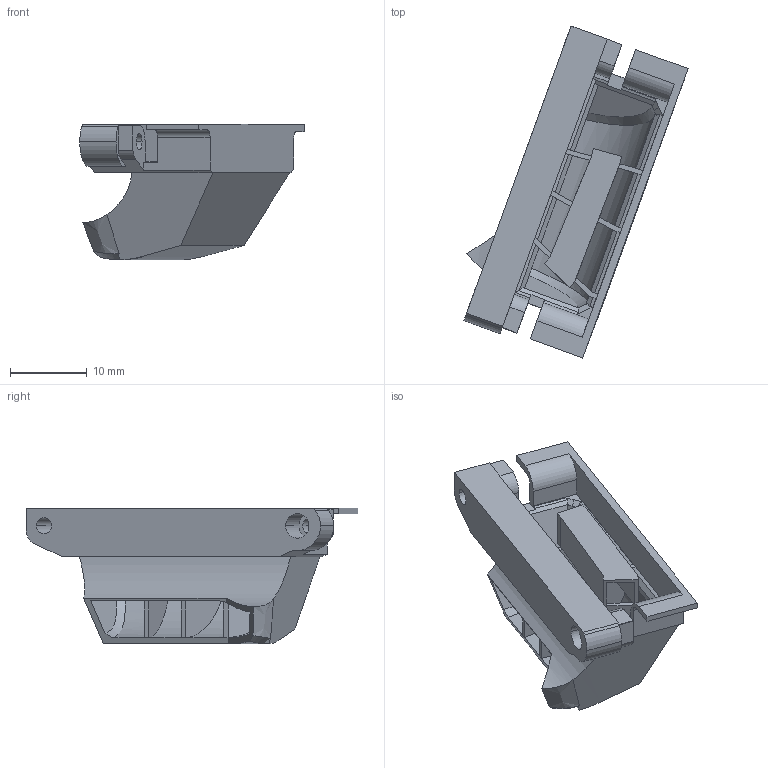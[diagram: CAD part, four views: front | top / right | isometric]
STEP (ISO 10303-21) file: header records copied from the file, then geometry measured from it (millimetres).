
FILE_DESCRIPTION (( 'STEP AP214' ), '1' );
FILE_NAME ('duct_right.STEP', '2024-01-26T15:05:10', ( '' ), ( '' ), 'SwSTEP 2.0', 'SolidWorks 2020', '' );
FILE_SCHEMA (( 'AUTOMOTIVE_DESIGN' ));
Length unit declared in the file: millimetre
Products named in the file (1): duct_right
Bounding box: 29.14 x 43.13 x 17.62 mm (x, y, z)
Volume: 2777.4 mm3; surface area: 4737.2 mm2
Topology: 1 solids, 1 shells, 165 faces, 495 edges, 315 vertices
Faces by surface type: plane 130, cylinder 28, bspline 5, cone 2
Entity records: 7435 total; most frequent: CARTESIAN_POINT 1501, ORIENTED_EDGE 990, DIRECTION 789, EDGE_CURVE 495, VECTOR 391, LINE 391, VERTEX_POINT 315, AXIS2_PLACEMENT_3D 199
